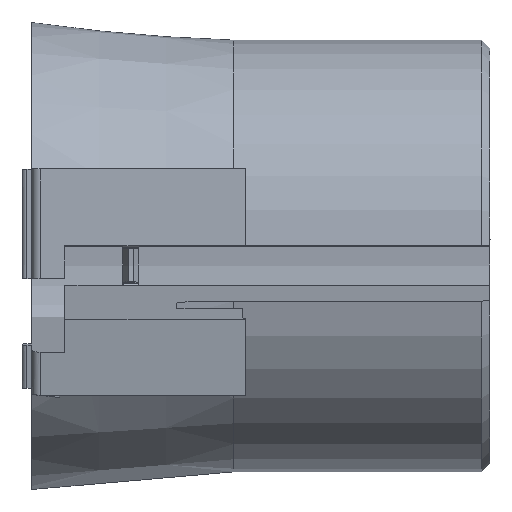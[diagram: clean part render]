
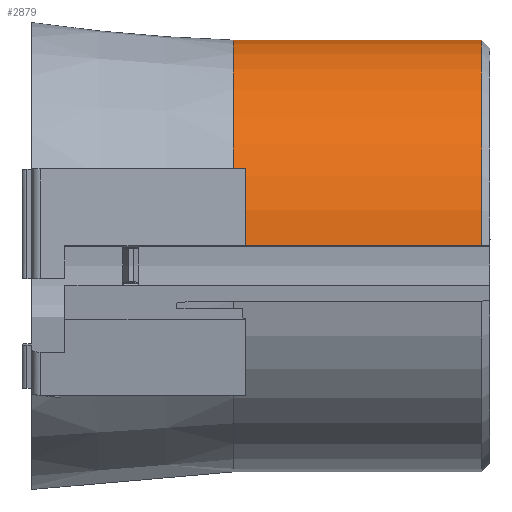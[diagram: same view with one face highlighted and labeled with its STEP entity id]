
A CAD part, top view. The second image highlights one B-rep face of the part: STEP entity #2879.
In plain terms, the highlighted cylindrical face has radius 12.5 mm (diameter 25 mm), a partial arc.
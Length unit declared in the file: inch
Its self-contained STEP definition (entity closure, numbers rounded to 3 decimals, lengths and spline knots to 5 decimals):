
#26 = VERTEX_POINT ( 'NONE', #4604 ) ;
#151 = CARTESIAN_POINT ( 'NONE',  ( 0.45, 0., 0.49213 ) ) ;
#199 = ORIENTED_EDGE ( 'NONE', *, *, #1989, .T. ) ;
#340 = DIRECTION ( 'NONE',  ( -1., 0., 0. ) ) ;
#396 = ORIENTED_EDGE ( 'NONE', *, *, #3689, .T. ) ;
#404 = DIRECTION ( 'NONE',  ( 0., -1., 0. ) ) ;
#514 = LINE ( 'NONE', #3092, #3582 ) ;
#605 = ORIENTED_EDGE ( 'NONE', *, *, #4584, .F. ) ;
#760 = CARTESIAN_POINT ( 'NONE',  ( 1.04331, 0., 0. ) ) ;
#815 = AXIS2_PLACEMENT_3D ( 'NONE', #760, #340, #404 ) ;
#880 = DIRECTION ( 'NONE',  ( 0., -1., 0. ) ) ;
#1443 = VERTEX_POINT ( 'NONE', #151 ) ;
#1455 = CARTESIAN_POINT ( 'NONE',  ( 0.45, 0.01926, -0.49175 ) ) ;
#1662 = DIRECTION ( 'NONE',  ( 1., 0., 0. ) ) ;
#1728 = AXIS2_PLACEMENT_3D ( 'NONE', #4160, #3855, #4183 ) ;
#1952 = CARTESIAN_POINT ( 'NONE',  ( 0.45, 0., 0. ) ) ;
#1989 = EDGE_CURVE ( 'NONE', #1443, #3322, #514, .T. ) ;
#2006 = AXIS2_PLACEMENT_3D ( 'NONE', #1952, #3413, #880 ) ;
#2021 = FACE_OUTER_BOUND ( 'NONE', #3651, .T. ) ;
#2274 = ORIENTED_EDGE ( 'NONE', *, *, #3597, .T. ) ;
#2418 = CYLINDRICAL_SURFACE ( 'NONE', #1728, 0.49213 ) ;
#2443 = VECTOR ( 'NONE', #1662, 39.37008 ) ;
#2686 = CARTESIAN_POINT ( 'NONE',  ( 1.04331, 0., 0.49213 ) ) ;
#2762 = CARTESIAN_POINT ( 'NONE',  ( 0.7565, 0.01926, -0.49175 ) ) ;
#2879 = ADVANCED_FACE ( 'NONE', ( #2021 ), #2418, .T. ) ;
#3092 = CARTESIAN_POINT ( 'NONE',  ( 0.7565, 0., 0.49213 ) ) ;
#3116 = DIRECTION ( 'NONE',  ( 1., 0., 0. ) ) ;
#3132 = CIRCLE ( 'NONE', #815, 0.49213 ) ;
#3234 = VERTEX_POINT ( 'NONE', #1455 ) ;
#3282 = CIRCLE ( 'NONE', #2006, 0.49213 ) ;
#3322 = VERTEX_POINT ( 'NONE', #2686 ) ;
#3413 = DIRECTION ( 'NONE',  ( 1., 0., 0. ) ) ;
#3582 = VECTOR ( 'NONE', #3116, 39.37008 ) ;
#3597 = EDGE_CURVE ( 'NONE', #3322, #26, #3132, .T. ) ;
#3651 = EDGE_LOOP ( 'NONE', ( #199, #2274, #605, #396 ) ) ;
#3689 = EDGE_CURVE ( 'NONE', #3234, #1443, #3282, .T. ) ;
#3855 = DIRECTION ( 'NONE',  ( -1., 0., 0. ) ) ;
#4152 = LINE ( 'NONE', #2762, #2443 ) ;
#4160 = CARTESIAN_POINT ( 'NONE',  ( 0.7565, 0., 0. ) ) ;
#4183 = DIRECTION ( 'NONE',  ( 0., -1., 0. ) ) ;
#4584 = EDGE_CURVE ( 'NONE', #3234, #26, #4152, .T. ) ;
#4604 = CARTESIAN_POINT ( 'NONE',  ( 1.04331, 0.01926, -0.49175 ) ) ;
